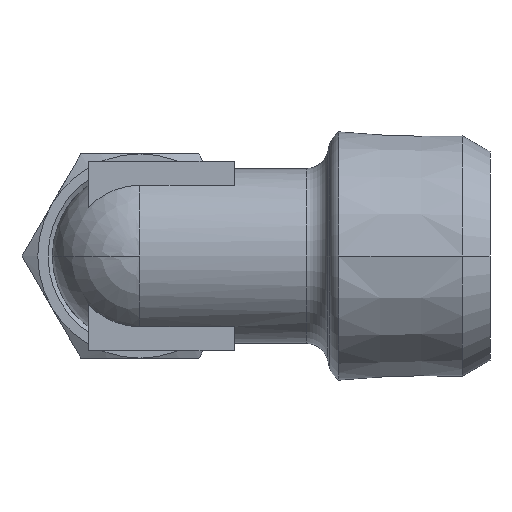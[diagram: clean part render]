
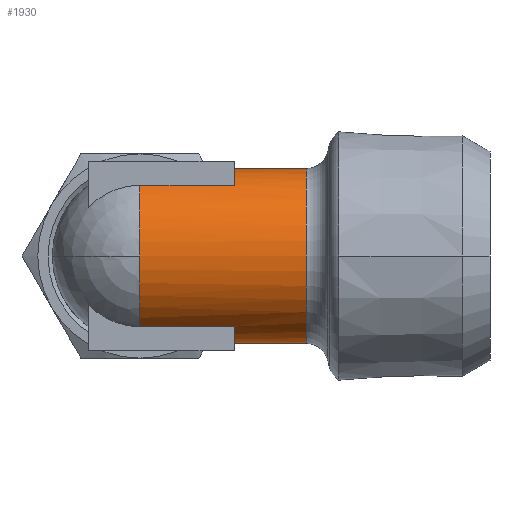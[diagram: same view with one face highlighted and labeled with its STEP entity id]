
A CAD part, left-side view. The second image highlights one B-rep face of the part: STEP entity #1930.
In plain terms, the highlighted cylindrical face has radius 6 mm (diameter 12 mm), a partial arc.
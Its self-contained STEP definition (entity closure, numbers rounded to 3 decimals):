
#32 = CIRCLE ( 'NONE', #858, 6. ) ;
#42 = VERTEX_POINT ( 'NONE', #1554 ) ;
#47 = VERTEX_POINT ( 'NONE', #571 ) ;
#75 = DIRECTION ( 'NONE',  ( 0., -1., 0. ) ) ;
#85 = DIRECTION ( 'NONE',  ( 0., 0., -1. ) ) ;
#106 = CARTESIAN_POINT ( 'NONE',  ( -3.536, 19.536, 4.848 ) ) ;
#141 = ORIENTED_EDGE ( 'NONE', *, *, #1555, .T. ) ;
#143 = CARTESIAN_POINT ( 'NONE',  ( -3.536, 0., 4.848 ) ) ;
#144 = DIRECTION ( 'NONE',  ( 0., 0., -1. ) ) ;
#170 = CARTESIAN_POINT ( 'NONE',  ( 0., 0., -6. ) ) ;
#236 = CARTESIAN_POINT ( 'NONE',  ( 0., 19.536, 0. ) ) ;
#253 = DIRECTION ( 'NONE',  ( 0., -1., 0. ) ) ;
#256 = DIRECTION ( 'NONE',  ( -1., 0., 0. ) ) ;
#260 = EDGE_LOOP ( 'NONE', ( #1456, #1804, #141, #1857, #1630, #1848, #542, #1725, #1927 ) ) ;
#275 = VERTEX_POINT ( 'NONE', #696 ) ;
#358 = CARTESIAN_POINT ( 'NONE',  ( 0., 14.588, -6. ) ) ;
#362 = VERTEX_POINT ( 'NONE', #717 ) ;
#372 = DIRECTION ( 'NONE',  ( 0., 0., -1. ) ) ;
#390 = CARTESIAN_POINT ( 'NONE',  ( 0., 26., 0. ) ) ;
#402 = EDGE_CURVE ( 'NONE', #1751, #935, #1520, .T. ) ;
#464 = EDGE_CURVE ( 'NONE', #42, #1751, #32, .T. ) ;
#541 = CYLINDRICAL_SURFACE ( 'NONE', #1027, 6. ) ;
#542 = ORIENTED_EDGE ( 'NONE', *, *, #464, .T. ) ;
#550 = DIRECTION ( 'NONE',  ( 0., -1., 0. ) ) ;
#571 = CARTESIAN_POINT ( 'NONE',  ( -3.536, 26., 4.848 ) ) ;
#653 = CIRCLE ( 'NONE', #1776, 6. ) ;
#687 = EDGE_CURVE ( 'NONE', #362, #2167, #653, .T. ) ;
#693 = LINE ( 'NONE', #143, #1946 ) ;
#696 = CARTESIAN_POINT ( 'NONE',  ( -6., 26., 0. ) ) ;
#706 = EDGE_CURVE ( 'NONE', #47, #275, #1840, .T. ) ;
#717 = CARTESIAN_POINT ( 'NONE',  ( 0., 19.536, 6. ) ) ;
#725 = VECTOR ( 'NONE', #1020, 1000. ) ;
#737 = VERTEX_POINT ( 'NONE', #1623 ) ;
#768 = CARTESIAN_POINT ( 'NONE',  ( -3.536, 0., -4.848 ) ) ;
#771 = CARTESIAN_POINT ( 'NONE',  ( 0., 26., 0. ) ) ;
#837 = CARTESIAN_POINT ( 'NONE',  ( 0., 0., 0. ) ) ;
#840 = CARTESIAN_POINT ( 'NONE',  ( 0., 0., 6. ) ) ;
#858 = AXIS2_PLACEMENT_3D ( 'NONE', #236, #550, #1066 ) ;
#868 = EDGE_CURVE ( 'NONE', #362, #1578, #1182, .T. ) ;
#921 = DIRECTION ( 'NONE',  ( 0., -1., 0. ) ) ;
#935 = VERTEX_POINT ( 'NONE', #358 ) ;
#949 = EDGE_CURVE ( 'NONE', #737, #42, #1637, .T. ) ;
#1020 = DIRECTION ( 'NONE',  ( 0., -1., 0. ) ) ;
#1027 = AXIS2_PLACEMENT_3D ( 'NONE', #837, #1985, #144 ) ;
#1053 = VECTOR ( 'NONE', #1853, 1000. ) ;
#1066 = DIRECTION ( 'NONE',  ( -1., 0., 0. ) ) ;
#1084 = FACE_OUTER_BOUND ( 'NONE', #260, .T. ) ;
#1182 = LINE ( 'NONE', #840, #725 ) ;
#1207 = AXIS2_PLACEMENT_3D ( 'NONE', #1243, #1392, #372 ) ;
#1243 = CARTESIAN_POINT ( 'NONE',  ( 0., 14.588, 0. ) ) ;
#1288 = CARTESIAN_POINT ( 'NONE',  ( 0., 19.536, -6. ) ) ;
#1392 = DIRECTION ( 'NONE',  ( 0., 1., 0. ) ) ;
#1456 = ORIENTED_EDGE ( 'NONE', *, *, #868, .F. ) ;
#1520 = LINE ( 'NONE', #170, #1053 ) ;
#1554 = CARTESIAN_POINT ( 'NONE',  ( -3.536, 19.536, -4.848 ) ) ;
#1555 = EDGE_CURVE ( 'NONE', #2167, #47, #693, .T. ) ;
#1578 = VERTEX_POINT ( 'NONE', #1835 ) ;
#1623 = CARTESIAN_POINT ( 'NONE',  ( -3.536, 26., -4.848 ) ) ;
#1630 = ORIENTED_EDGE ( 'NONE', *, *, #1647, .T. ) ;
#1637 = LINE ( 'NONE', #768, #1905 ) ;
#1647 = EDGE_CURVE ( 'NONE', #275, #737, #1878, .T. ) ;
#1710 = DIRECTION ( 'NONE',  ( 0., 0., -1. ) ) ;
#1725 = ORIENTED_EDGE ( 'NONE', *, *, #402, .T. ) ;
#1751 = VERTEX_POINT ( 'NONE', #1288 ) ;
#1776 = AXIS2_PLACEMENT_3D ( 'NONE', #1912, #75, #256 ) ;
#1804 = ORIENTED_EDGE ( 'NONE', *, *, #687, .T. ) ;
#1806 = AXIS2_PLACEMENT_3D ( 'NONE', #771, #2085, #85 ) ;
#1835 = CARTESIAN_POINT ( 'NONE',  ( 0., 14.588, 6. ) ) ;
#1840 = CIRCLE ( 'NONE', #1806, 6. ) ;
#1848 = ORIENTED_EDGE ( 'NONE', *, *, #949, .T. ) ;
#1853 = DIRECTION ( 'NONE',  ( 0., -1., 0. ) ) ;
#1857 = ORIENTED_EDGE ( 'NONE', *, *, #706, .T. ) ;
#1878 = CIRCLE ( 'NONE', #1886, 6. ) ;
#1886 = AXIS2_PLACEMENT_3D ( 'NONE', #390, #921, #1710 ) ;
#1899 = CIRCLE ( 'NONE', #1207, 6. ) ;
#1905 = VECTOR ( 'NONE', #253, 1000. ) ;
#1912 = CARTESIAN_POINT ( 'NONE',  ( 0., 19.536, 0. ) ) ;
#1927 = ORIENTED_EDGE ( 'NONE', *, *, #1986, .T. ) ;
#1930 = ADVANCED_FACE ( 'NONE', ( #1084 ), #541, .T. ) ;
#1946 = VECTOR ( 'NONE', #2163, 1000. ) ;
#1985 = DIRECTION ( 'NONE',  ( 0., -1., 0. ) ) ;
#1986 = EDGE_CURVE ( 'NONE', #935, #1578, #1899, .T. ) ;
#2085 = DIRECTION ( 'NONE',  ( 0., -1., 0. ) ) ;
#2163 = DIRECTION ( 'NONE',  ( 0., 1., 0. ) ) ;
#2167 = VERTEX_POINT ( 'NONE', #106 ) ;
